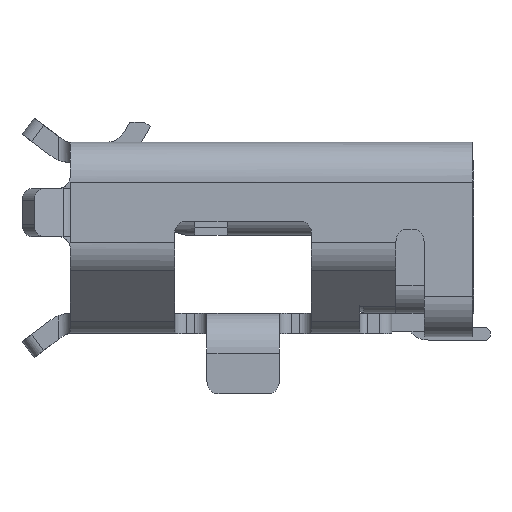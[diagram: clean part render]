
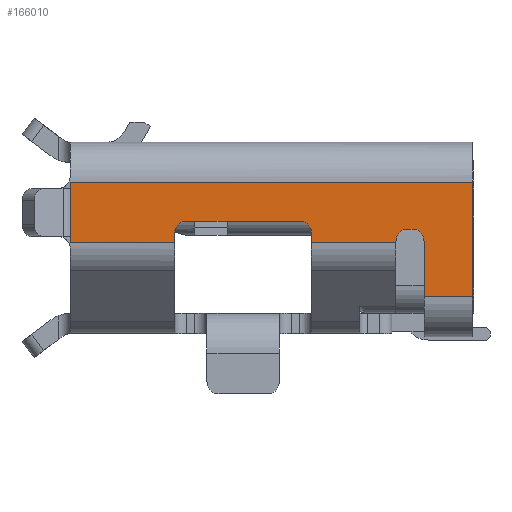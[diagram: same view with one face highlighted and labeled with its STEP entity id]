
A CAD part, left-side view. The second image highlights one B-rep face of the part: STEP entity #166010.
In plain terms, the highlighted planar face has unit normal (-1, 0, 0).
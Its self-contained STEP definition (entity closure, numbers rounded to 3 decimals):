
#130760=CARTESIAN_POINT('',(12.,-88.35,0.045));
#130770=DIRECTION('',(1.,0.,0.));
#130780=DIRECTION('',(-0.,0.,-1.));
#130790=AXIS2_PLACEMENT_3D('',#130760,#130770,#130780);
#130800=CIRCLE('',#130790,0.15);
#130810=CARTESIAN_POINT('',(12.,-88.35,-0.105));
#130820=VERTEX_POINT('',#130810);
#130830=CARTESIAN_POINT('',(12.,-88.2,0.045));
#130840=VERTEX_POINT('',#130830);
#130850=EDGE_CURVE('',#130820,#130840,#130800,.T.);
#139400=CARTESIAN_POINT('',(12.,-88.4,-0.105));
#139410=VERTEX_POINT('',#139400);
#139440=CARTESIAN_POINT('',(12.,-88.35,-0.105));
#139450=DIRECTION('',(0.,-1.,0.));
#139460=VECTOR('',#139450,0.05);
#139470=LINE('',#139440,#139460);
#139480=EDGE_CURVE('',#130820,#139410,#139470,.T.);
#164630=CARTESIAN_POINT('',(12.,-92.6,0.064));
#164640=DIRECTION('',(1.,0.,0.));
#164650=DIRECTION('',(-0.,0.,-1.));
#164660=AXIS2_PLACEMENT_3D('',#164630,#164640,#164650);
#164670=PLANE('',#164660);
#164680=CARTESIAN_POINT('',(12.,-89.75,-0.055));
#164690=DIRECTION('',(1.,0.,0.));
#164700=DIRECTION('',(-0.,0.,-1.));
#164710=AXIS2_PLACEMENT_3D('',#164680,#164690,#164700);
#164720=CIRCLE('',#164710,0.15);
#164730=CARTESIAN_POINT('',(12.,-89.75,-0.205));
#164740=VERTEX_POINT('',#164730);
#164750=CARTESIAN_POINT('',(12.,-89.6,-0.055));
#164760=VERTEX_POINT('',#164750);
#164770=EDGE_CURVE('',#164740,#164760,#164720,.T.);
#164780=ORIENTED_EDGE('',*,*,#164770,.T.);
#164790=CARTESIAN_POINT('',(12.,-89.75,-0.205));
#164800=DIRECTION('',(0.,-1.,0.));
#164810=VECTOR('',#164800,1.4);
#164820=LINE('',#164790,#164810);
#164830=CARTESIAN_POINT('',(12.,-91.15,-0.205));
#164840=VERTEX_POINT('',#164830);
#164850=EDGE_CURVE('',#164740,#164840,#164820,.T.);
#164860=ORIENTED_EDGE('',*,*,#164850,.F.);
#164870=CARTESIAN_POINT('',(12.,-91.15,-0.055));
#164880=DIRECTION('',(1.,0.,0.));
#164890=DIRECTION('',(0.,-1.,0.));
#164900=AXIS2_PLACEMENT_3D('',#164870,#164880,#164890);
#164910=CIRCLE('',#164900,0.15);
#164920=CARTESIAN_POINT('',(12.,-91.3,-0.055));
#164930=VERTEX_POINT('',#164920);
#164940=EDGE_CURVE('',#164930,#164840,#164910,.T.);
#164950=ORIENTED_EDGE('',*,*,#164940,.T.);
#164960=CARTESIAN_POINT('',(12.,-91.3,0.064));
#164970=DIRECTION('',(-0.,0.,-1.));
#164980=VECTOR('',#164970,0.119);
#164990=LINE('',#164960,#164980);
#165000=CARTESIAN_POINT('',(12.,-91.3,0.064));
#165010=VERTEX_POINT('',#165000);
#165020=EDGE_CURVE('',#165010,#164930,#164990,.T.);
#165030=ORIENTED_EDGE('',*,*,#165020,.T.);
#165040=CARTESIAN_POINT('',(12.,-92.6,0.064));
#165050=DIRECTION('',(0.,1.,0.));
#165060=VECTOR('',#165050,1.);
#165070=LINE('',#165040,#165060);
#165080=CARTESIAN_POINT('',(12.,-92.6,0.064));
#165090=VERTEX_POINT('',#165080);
#165100=EDGE_CURVE('',#165090,#165010,#165070,.T.);
#165110=ORIENTED_EDGE('',*,*,#165100,.T.);
#165120=CARTESIAN_POINT('',(12.,-92.6,0.064));
#165130=DIRECTION('',(-0.,0.,-1.));
#165140=VECTOR('',#165130,0.075);
#165150=LINE('',#165120,#165140);
#165160=CARTESIAN_POINT('',(12.,-92.6,-0.011));
#165170=VERTEX_POINT('',#165160);
#165180=EDGE_CURVE('',#165090,#165170,#165150,.T.);
#165190=ORIENTED_EDGE('',*,*,#165180,.F.);
#165200=CARTESIAN_POINT('',(12.,-92.6,-0.61));
#165210=DIRECTION('',(0.,0.,1.));
#165220=VECTOR('',#165210,0.599);
#165230=LINE('',#165200,#165220);
#165240=CARTESIAN_POINT('',(12.,-92.6,-0.61));
#165250=VERTEX_POINT('',#165240);
#165260=EDGE_CURVE('',#165250,#165170,#165230,.T.);
#165270=ORIENTED_EDGE('',*,*,#165260,.T.);
#165280=CARTESIAN_POINT('',(12.,-92.6,-0.61));
#165290=DIRECTION('',(-0.,0.,-1.));
#165300=VECTOR('',#165290,0.075);
#165310=LINE('',#165280,#165300);
#165320=CARTESIAN_POINT('',(12.,-92.6,-0.685));
#165330=VERTEX_POINT('',#165320);
#165340=EDGE_CURVE('',#165250,#165330,#165310,.T.);
#165350=ORIENTED_EDGE('',*,*,#165340,.F.);
#165360=CARTESIAN_POINT('',(12.,-92.6,-0.685));
#165370=DIRECTION('',(0.,1.,0.));
#165380=VECTOR('',#165370,1.);
#165390=LINE('',#165360,#165380);
#165400=CARTESIAN_POINT('',(12.,-87.6,-0.685));
#165410=VERTEX_POINT('',#165400);
#165420=EDGE_CURVE('',#165330,#165410,#165390,.T.);
#165430=ORIENTED_EDGE('',*,*,#165420,.F.);
#165440=CARTESIAN_POINT('',(12.,-87.6,0.735));
#165450=DIRECTION('',(-0.,0.,-1.));
#165460=VECTOR('',#165450,1.42);
#165470=LINE('',#165440,#165460);
#165480=CARTESIAN_POINT('',(12.,-87.6,0.735));
#165490=VERTEX_POINT('',#165480);
#165500=EDGE_CURVE('',#165490,#165410,#165470,.T.);
#165510=ORIENTED_EDGE('',*,*,#165500,.T.);
#165520=CARTESIAN_POINT('',(12.,-87.6,0.735));
#165530=DIRECTION('',(0.,-1.,0.));
#165540=VECTOR('',#165530,0.6);
#165550=LINE('',#165520,#165540);
#165560=CARTESIAN_POINT('',(12.,-88.2,0.735));
#165570=VERTEX_POINT('',#165560);
#165580=EDGE_CURVE('',#165490,#165570,#165550,.T.);
#165590=ORIENTED_EDGE('',*,*,#165580,.F.);
#165600=CARTESIAN_POINT('',(12.,-88.2,0.045));
#165610=DIRECTION('',(0.,0.,1.));
#165620=VECTOR('',#165610,0.69);
#165630=LINE('',#165600,#165620);
#165640=EDGE_CURVE('',#130840,#165570,#165630,.T.);
#165650=ORIENTED_EDGE('',*,*,#165640,.T.);
#165660=ORIENTED_EDGE('',*,*,#130850,.T.);
#165670=ORIENTED_EDGE('',*,*,#139480,.F.);
#165680=CARTESIAN_POINT('',(12.,-88.4,0.045));
#165690=DIRECTION('',(1.,0.,0.));
#165700=DIRECTION('',(0.,-1.,0.));
#165710=AXIS2_PLACEMENT_3D('',#165680,#165690,#165700);
#165720=CIRCLE('',#165710,0.15);
#165730=CARTESIAN_POINT('',(12.,-88.55,0.045));
#165740=VERTEX_POINT('',#165730);
#165750=EDGE_CURVE('',#165740,#139410,#165720,.T.);
#165760=ORIENTED_EDGE('',*,*,#165750,.T.);
#165770=CARTESIAN_POINT('',(12.,-88.55,0.064));
#165780=DIRECTION('',(0.,0.,-1.));
#165790=VECTOR('',#165780,0.019);
#165800=LINE('',#165770,#165790);
#165810=CARTESIAN_POINT('',(12.,-88.55,0.064));
#165820=VERTEX_POINT('',#165810);
#165830=EDGE_CURVE('',#165820,#165740,#165800,.T.);
#165840=ORIENTED_EDGE('',*,*,#165830,.T.);
#165850=CARTESIAN_POINT('',(12.,-92.6,0.064));
#165860=DIRECTION('',(0.,1.,0.));
#165870=VECTOR('',#165860,1.);
#165880=LINE('',#165850,#165870);
#165890=CARTESIAN_POINT('',(12.,-89.6,0.064));
#165900=VERTEX_POINT('',#165890);
#165910=EDGE_CURVE('',#165900,#165820,#165880,.T.);
#165920=ORIENTED_EDGE('',*,*,#165910,.T.);
#165930=CARTESIAN_POINT('',(12.,-89.6,0.064));
#165940=DIRECTION('',(-0.,0.,-1.));
#165950=VECTOR('',#165940,0.119);
#165960=LINE('',#165930,#165950);
#165970=EDGE_CURVE('',#165900,#164760,#165960,.T.);
#165980=ORIENTED_EDGE('',*,*,#165970,.F.);
#165990=EDGE_LOOP('',(#165980,#165920,#165840,#165760,#165670,#165660,
#165650,#165590,#165510,#165430,#165350,#165270,#165190,#165110,#165030,
#164950,#164860,#164780));
#166000=FACE_OUTER_BOUND('',#165990,.T.);
#166010=ADVANCED_FACE('',(#166000),#164670,.F.);
